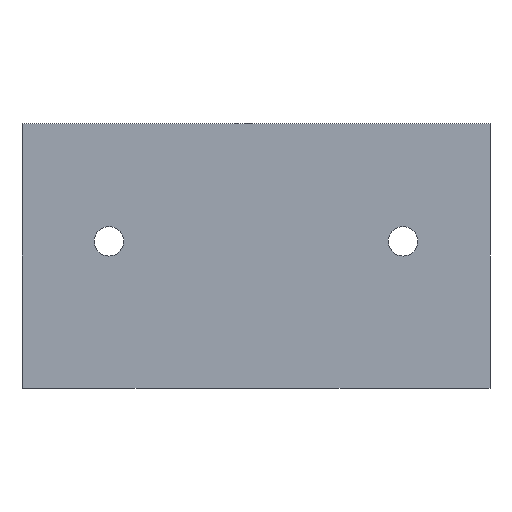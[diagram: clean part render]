
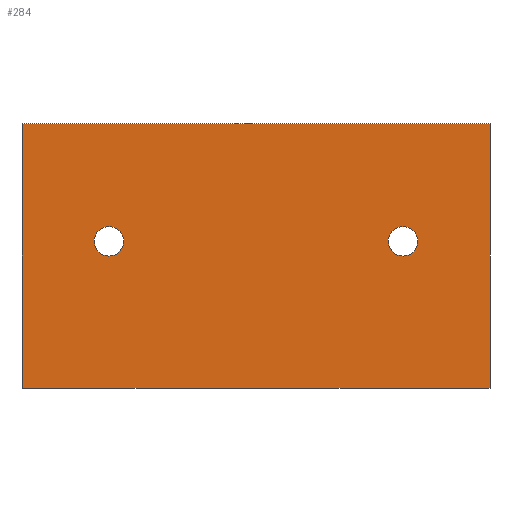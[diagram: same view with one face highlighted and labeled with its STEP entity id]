
A CAD part, front view. The second image highlights one B-rep face of the part: STEP entity #284.
In plain terms, the highlighted planar face has unit normal (0, -1, 0).
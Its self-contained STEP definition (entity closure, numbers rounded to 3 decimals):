
#32=FACE_BOUND('',#81,.T.);
#33=FACE_BOUND('',#82,.T.);
#42=CIRCLE('',#325,0.5);
#43=CIRCLE('',#327,0.5);
#58=FACE_OUTER_BOUND('',#80,.T.);
#80=EDGE_LOOP('',(#255,#256,#257,#258));
#81=EDGE_LOOP('',(#259));
#82=EDGE_LOOP('',(#260));
#85=LINE('',#418,#107);
#91=LINE('',#429,#113);
#96=LINE('',#448,#118);
#98=LINE('',#451,#120);
#107=VECTOR('',#338,10.);
#113=VECTOR('',#346,10.);
#118=VECTOR('',#363,10.);
#120=VECTOR('',#367,10.);
#129=VERTEX_POINT('',#415);
#130=VERTEX_POINT('',#417);
#134=VERTEX_POINT('',#427);
#142=VERTEX_POINT('',#446);
#151=VERTEX_POINT('',#500);
#152=VERTEX_POINT('',#503);
#155=EDGE_CURVE('',#130,#129,#85,.T.);
#161=EDGE_CURVE('',#134,#129,#91,.T.);
#170=EDGE_CURVE('',#134,#142,#96,.T.);
#172=EDGE_CURVE('',#142,#130,#98,.T.);
#186=EDGE_CURVE('',#151,#151,#42,.T.);
#187=EDGE_CURVE('',#152,#152,#43,.T.);
#255=ORIENTED_EDGE('',*,*,#155,.T.);
#256=ORIENTED_EDGE('',*,*,#161,.F.);
#257=ORIENTED_EDGE('',*,*,#170,.T.);
#258=ORIENTED_EDGE('',*,*,#172,.T.);
#259=ORIENTED_EDGE('',*,*,#186,.T.);
#260=ORIENTED_EDGE('',*,*,#187,.T.);
#269=PLANE('',#331);
#284=ADVANCED_FACE('',(#58,#32,#33),#269,.T.);
#325=AXIS2_PLACEMENT_3D('',#501,#395,#396);
#327=AXIS2_PLACEMENT_3D('',#504,#399,#400);
#331=AXIS2_PLACEMENT_3D('',#509,#408,#409);
#338=DIRECTION('',(0.,0.,1.));
#346=DIRECTION('',(1.,0.,0.));
#363=DIRECTION('',(0.,0.,-1.));
#367=DIRECTION('',(1.,0.,0.));
#395=DIRECTION('center_axis',(0.,1.,0.));
#396=DIRECTION('ref_axis',(-1.,0.,0.));
#399=DIRECTION('center_axis',(0.,1.,0.));
#400=DIRECTION('ref_axis',(-1.,0.,0.));
#408=DIRECTION('center_axis',(0.,-1.,0.));
#409=DIRECTION('ref_axis',(1.,0.,0.));
#415=CARTESIAN_POINT('',(17.958,0.,9.));
#417=CARTESIAN_POINT('',(17.958,0.,0.));
#418=CARTESIAN_POINT('',(17.958,0.,0.));
#427=CARTESIAN_POINT('',(2.042,0.,9.));
#429=CARTESIAN_POINT('',(0.,0.,9.));
#446=CARTESIAN_POINT('',(2.042,0.,0.));
#448=CARTESIAN_POINT('',(2.042,0.,4.5));
#451=CARTESIAN_POINT('',(0.,0.,0.));
#500=CARTESIAN_POINT('',(5.5,0.,5.));
#501=CARTESIAN_POINT('Origin',(5.,0.,5.));
#503=CARTESIAN_POINT('',(15.5,0.,5.));
#504=CARTESIAN_POINT('Origin',(15.,0.,5.));
#509=CARTESIAN_POINT('Origin',(0.,0.,0.));
